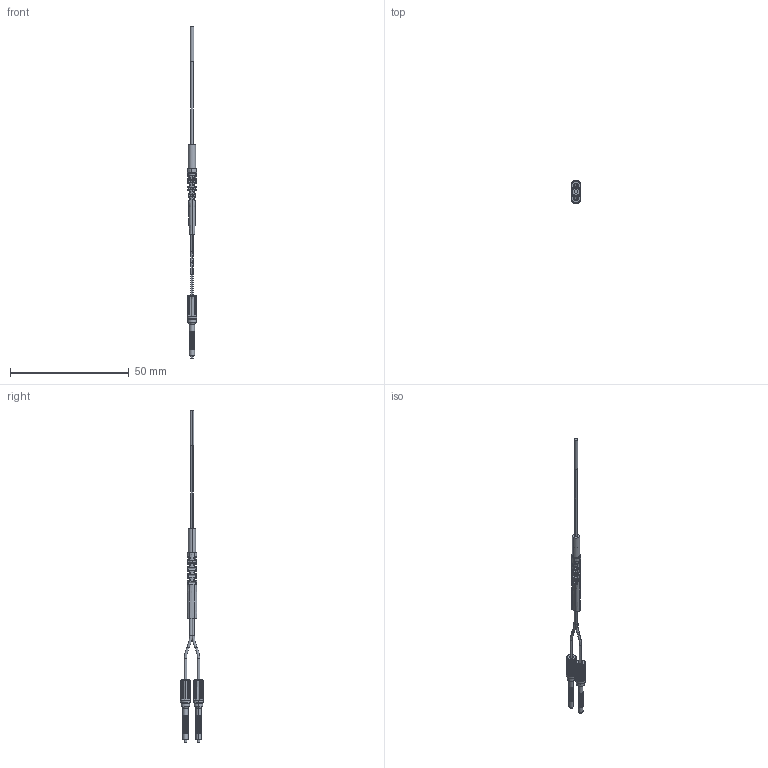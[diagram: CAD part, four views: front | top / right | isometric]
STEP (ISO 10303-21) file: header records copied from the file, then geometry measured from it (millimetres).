
FILE_DESCRIPTION((''),'2;1');
FILE_NAME('PRE15Y10_ASM','2021-09-15T15:35:04',('Administrator'),(''),'CREO PARAMETRIC BY PTC INC, 2018400','CREO PARAMETRIC BY PTC INC, 2018400','');
FILE_SCHEMA(('CONFIG_CONTROL_DESIGN'));
Length unit declared in the file: millimetre
Products named in the file (6): 1_5-15_1XIAN____; 3-15TUG__; 10XXX___; JW22_10_____; PRM3-10__; PRE15Y10_ASM
Assembly tree (6 placements, depth 2):
  PRE15Y10_ASM
    1_5-15_1XIAN____
    3-15TUG__
    10XXX___
    JW22_10_____  x2
    PRM3-10__
Bounding box: 4.2 x 9.7 x 140 mm (x, y, z)
Volume: 786.1 mm3; surface area: 2364 mm2
Topology: 7 solids, 7 shells, 1091 faces, 2636 edges, 1564 vertices
Faces by surface type: cylinder 414, plane 255, bspline 208, torus 160, extrusion 46, cone 8
Entity records: 32939 total; most frequent: CARTESIAN_POINT 17251, ORIENTED_EDGE 3500, DIRECTION 2993, EDGE_CURVE 1750, AXIS2_PLACEMENT_3D 1307, VERTEX_POINT 1042, CIRCLE 826, EDGE_LOOP 748
